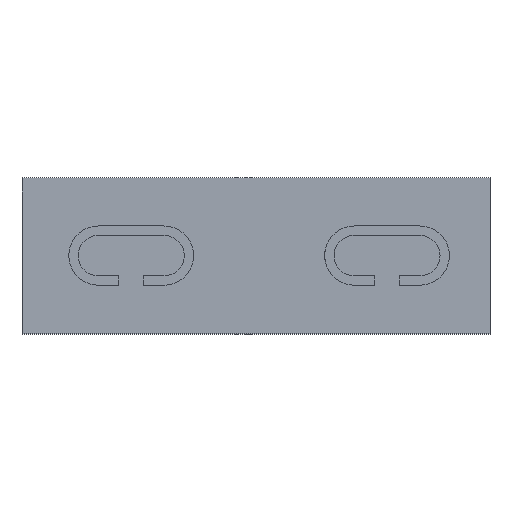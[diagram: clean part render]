
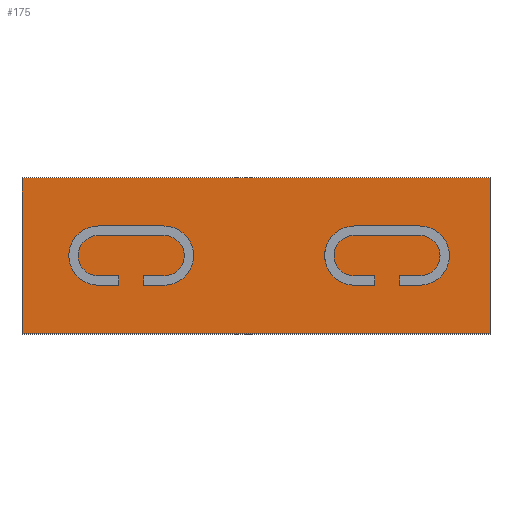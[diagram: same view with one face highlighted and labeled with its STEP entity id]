
A CAD part, top view. The second image highlights one B-rep face of the part: STEP entity #175.
In plain terms, the highlighted planar face has unit normal (0, 0, 1).
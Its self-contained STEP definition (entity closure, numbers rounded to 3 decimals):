
#46 = VERTEX_POINT('',#47);
#47 = CARTESIAN_POINT('',(-1.5,2.5,3.3));
#53 = EDGE_CURVE('',#46,#54,#56,.T.);
#54 = VERTEX_POINT('',#55);
#55 = CARTESIAN_POINT('',(-1.5,-2.5,3.3));
#56 = LINE('',#57,#58);
#57 = CARTESIAN_POINT('',(-1.5,2.5,3.3));
#58 = VECTOR('',#59,1.);
#59 = DIRECTION('',(0.,-1.,0.));
#84 = EDGE_CURVE('',#54,#85,#87,.T.);
#85 = VERTEX_POINT('',#86);
#86 = CARTESIAN_POINT('',(13.5,-2.5,3.3));
#87 = LINE('',#88,#89);
#88 = CARTESIAN_POINT('',(-1.5,-2.5,3.3));
#89 = VECTOR('',#90,1.);
#90 = DIRECTION('',(1.,0.,0.));
#115 = EDGE_CURVE('',#85,#116,#118,.T.);
#116 = VERTEX_POINT('',#117);
#117 = CARTESIAN_POINT('',(13.5,2.5,3.3));
#118 = LINE('',#119,#120);
#119 = CARTESIAN_POINT('',(13.5,-2.5,3.3));
#120 = VECTOR('',#121,1.);
#121 = DIRECTION('',(0.,1.,0.));
#146 = EDGE_CURVE('',#116,#46,#147,.T.);
#147 = LINE('',#148,#149);
#148 = CARTESIAN_POINT('',(13.5,2.5,3.3));
#149 = VECTOR('',#150,1.);
#150 = DIRECTION('',(-1.,0.,0.));
#175 = ADVANCED_FACE('',(#176),#182,.T.);
#176 = FACE_BOUND('',#177,.T.);
#177 = EDGE_LOOP('',(#178,#179,#180,#181));
#178 = ORIENTED_EDGE('',*,*,#53,.T.);
#179 = ORIENTED_EDGE('',*,*,#84,.T.);
#180 = ORIENTED_EDGE('',*,*,#115,.T.);
#181 = ORIENTED_EDGE('',*,*,#146,.T.);
#182 = PLANE('',#183);
#183 = AXIS2_PLACEMENT_3D('',#184,#185,#186);
#184 = CARTESIAN_POINT('',(6.,0.,3.3));
#185 = DIRECTION('',(0.,0.,1.));
#186 = DIRECTION('',(1.,0.,0.));
